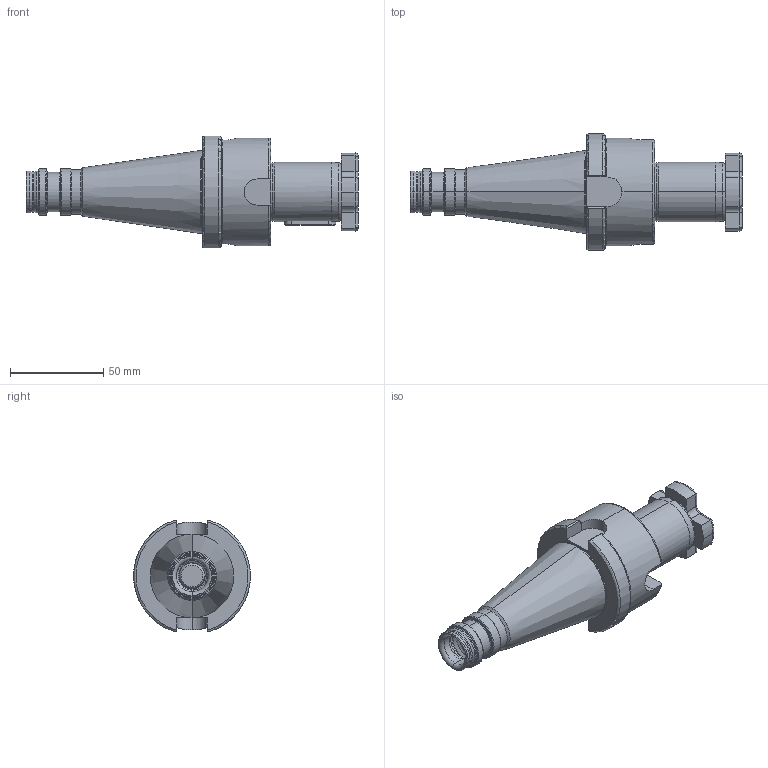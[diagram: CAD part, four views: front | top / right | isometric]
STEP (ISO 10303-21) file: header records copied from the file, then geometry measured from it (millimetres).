
FILE_DESCRIPTION (( 'STEP AP203' ), '1' );
FILE_NAME ('401.10.32.STEP', '2016-11-26T05:22:49', ( '' ), ( '' ), 'SwSTEP 2.0', 'SolidWorks 2012', '' );
FILE_SCHEMA (( 'CONFIG_CONTROL_DESIGN' ));
Length unit declared in the file: millimetre
Products named in the file (4): 十字螺絲FMB32; 401.10.32; SC32用鍵_8x7x28L
Assembly tree (3 placements, depth 2):
  401.10.32
    401.10.32
    十字螺絲FMB32
    SC32用鍵_8x7x28L
Bounding box: 178.4 x 62.57 x 60.15 mm (x, y, z)
Volume: 185809.4 mm3; surface area: 41305.7 mm2
Topology: 3 solids, 3 shells, 298 faces, 753 edges, 466 vertices
Faces by surface type: cylinder 147, torus 52, plane 50, cone 39, bspline 10
Entity records: 17963 total; most frequent: CARTESIAN_POINT 10951, ORIENTED_EDGE 1506, DIRECTION 1313, EDGE_CURVE 753, AXIS2_PLACEMENT_3D 520, VERTEX_POINT 466, EDGE_LOOP 307, FACE_OUTER_BOUND 298
